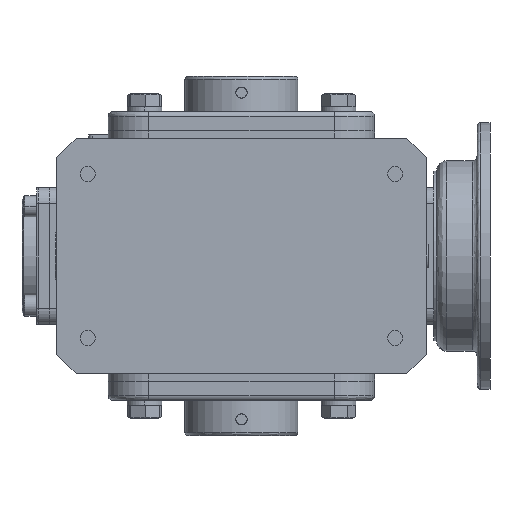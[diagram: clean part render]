
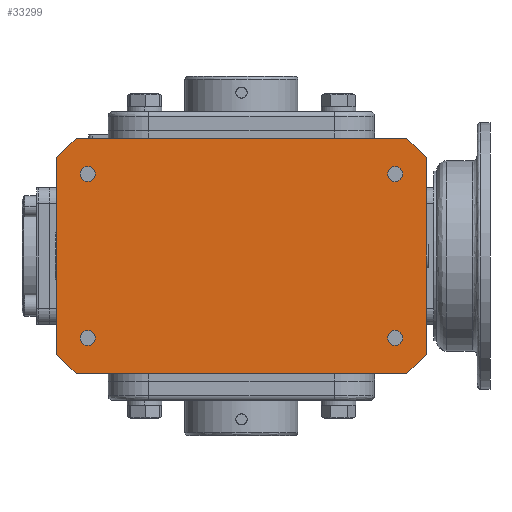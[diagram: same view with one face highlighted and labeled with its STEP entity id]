
A CAD part, front view. The second image highlights one B-rep face of the part: STEP entity #33299.
In plain terms, the highlighted planar face has unit normal (0, -1, 0).
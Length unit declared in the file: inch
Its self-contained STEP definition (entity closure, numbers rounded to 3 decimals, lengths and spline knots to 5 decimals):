
#8 = ORIENTED_EDGE ( 'NONE', *, *, #31185, .T. ) ;
#134 = DIRECTION ( 'NONE',  ( 0., 1., 0. ) ) ;
#258 = LINE ( 'NONE', #1421, #31622 ) ;
#324 = CIRCLE ( 'NONE', #17660, 0.184 ) ;
#424 = DIRECTION ( 'NONE',  ( 1., 0., 0. ) ) ;
#936 = CARTESIAN_POINT ( 'NONE',  ( 4.50787, -3.5, -2.40157 ) ) ;
#960 = CIRCLE ( 'NONE', #2597, 0.184 ) ;
#1359 = AXIS2_PLACEMENT_3D ( 'NONE', #25292, #25059, #16163 ) ;
#1421 = CARTESIAN_POINT ( 'NONE',  ( 4.50787, -3.5, 2.87402 ) ) ;
#1647 = CIRCLE ( 'NONE', #27254, 0.184 ) ;
#1815 = CARTESIAN_POINT ( 'NONE',  ( -4.50787, -3.5, 2.40157 ) ) ;
#2130 = FACE_OUTER_BOUND ( 'NONE', #17268, .T. ) ;
#2597 = AXIS2_PLACEMENT_3D ( 'NONE', #5367, #34717, #11358 ) ;
#2833 = AXIS2_PLACEMENT_3D ( 'NONE', #3183, #134, #29623 ) ;
#3183 = CARTESIAN_POINT ( 'NONE',  ( -3.75, -3.5, -2. ) ) ;
#3558 = ORIENTED_EDGE ( 'NONE', *, *, #19077, .T. ) ;
#3788 = VERTEX_POINT ( 'NONE', #1815 ) ;
#5140 = CARTESIAN_POINT ( 'NONE',  ( -3.75, -3.5, 2.184 ) ) ;
#5367 = CARTESIAN_POINT ( 'NONE',  ( 3.75, -3.5, -2. ) ) ;
#5410 = EDGE_LOOP ( 'NONE', ( #7175, #17562 ) ) ;
#5691 = CARTESIAN_POINT ( 'NONE',  ( -4.50787, -3.5, -2.40157 ) ) ;
#5795 = LINE ( 'NONE', #11943, #13079 ) ;
#5913 = ORIENTED_EDGE ( 'NONE', *, *, #35438, .T. ) ;
#5941 = DIRECTION ( 'NONE',  ( 0., 0., -1. ) ) ;
#5966 = VERTEX_POINT ( 'NONE', #26549 ) ;
#6044 = VECTOR ( 'NONE', #20880, 39.37008 ) ;
#6414 = CIRCLE ( 'NONE', #31222, 0.184 ) ;
#6423 = LINE ( 'NONE', #34654, #34589 ) ;
#6494 = DIRECTION ( 'NONE',  ( 0., 1., 0. ) ) ;
#6701 = EDGE_CURVE ( 'NONE', #19418, #33481, #6414, .T. ) ;
#7041 = CARTESIAN_POINT ( 'NONE',  ( 4.03543, -3.5, -2.87402 ) ) ;
#7175 = ORIENTED_EDGE ( 'NONE', *, *, #12274, .T. ) ;
#7217 = DIRECTION ( 'NONE',  ( 0., 0., -1. ) ) ;
#7624 = CARTESIAN_POINT ( 'NONE',  ( 4.50787, -3.5, -2.40157 ) ) ;
#7844 = VECTOR ( 'NONE', #424, 39.37008 ) ;
#7868 = LINE ( 'NONE', #33159, #16981 ) ;
#8047 = FACE_BOUND ( 'NONE', #5410, .T. ) ;
#8340 = DIRECTION ( 'NONE',  ( 0., 0., -1. ) ) ;
#8370 = CIRCLE ( 'NONE', #2833, 0.184 ) ;
#8936 = ORIENTED_EDGE ( 'NONE', *, *, #11836, .T. ) ;
#8939 = ORIENTED_EDGE ( 'NONE', *, *, #10328, .T. ) ;
#9193 = LINE ( 'NONE', #14932, #7844 ) ;
#9714 = CARTESIAN_POINT ( 'NONE',  ( -3.75, -3.5, -1.816 ) ) ;
#10208 = EDGE_CURVE ( 'NONE', #25352, #5966, #18714, .T. ) ;
#10314 = FACE_BOUND ( 'NONE', #17254, .T. ) ;
#10328 = EDGE_CURVE ( 'NONE', #33481, #19418, #13222, .T. ) ;
#10444 = EDGE_CURVE ( 'NONE', #22024, #19801, #6423, .T. ) ;
#10674 = DIRECTION ( 'NONE',  ( 0., 0., -1. ) ) ;
#11358 = DIRECTION ( 'NONE',  ( 0., 0., -1. ) ) ;
#11683 = CARTESIAN_POINT ( 'NONE',  ( 3.75, -3.5, 2. ) ) ;
#11801 = DIRECTION ( 'NONE',  ( 0.707, 0., -0.707 ) ) ;
#11836 = EDGE_CURVE ( 'NONE', #31193, #19801, #258, .T. ) ;
#11943 = CARTESIAN_POINT ( 'NONE',  ( -4.03543, -3.5, 2.87402 ) ) ;
#12219 = CARTESIAN_POINT ( 'NONE',  ( -3.75, -3.5, 2. ) ) ;
#12274 = EDGE_CURVE ( 'NONE', #28577, #35843, #8370, .T. ) ;
#13025 = EDGE_CURVE ( 'NONE', #29976, #24872, #960, .T. ) ;
#13079 = VECTOR ( 'NONE', #21581, 39.37008 ) ;
#13222 = CIRCLE ( 'NONE', #24434, 0.184 ) ;
#13898 = EDGE_CURVE ( 'NONE', #35843, #28577, #30024, .T. ) ;
#13943 = DIRECTION ( 'NONE',  ( 0., 1., 0. ) ) ;
#14127 = ORIENTED_EDGE ( 'NONE', *, *, #21351, .F. ) ;
#14843 = EDGE_LOOP ( 'NONE', ( #17454, #5913 ) ) ;
#14932 = CARTESIAN_POINT ( 'NONE',  ( -4.50787, -3.5, -2.87402 ) ) ;
#15216 = AXIS2_PLACEMENT_3D ( 'NONE', #30621, #28076, #10674 ) ;
#15252 = CARTESIAN_POINT ( 'NONE',  ( 3.75, -3.5, -2.184 ) ) ;
#16163 = DIRECTION ( 'NONE',  ( 0., 0., -1. ) ) ;
#16981 = VECTOR ( 'NONE', #27337, 39.37008 ) ;
#17254 = EDGE_LOOP ( 'NONE', ( #30222, #8 ) ) ;
#17268 = EDGE_LOOP ( 'NONE', ( #3558, #32513, #34476, #30400, #8936, #27190, #22939, #14127 ) ) ;
#17382 = CARTESIAN_POINT ( 'NONE',  ( -3.75, -3.5, 1.816 ) ) ;
#17454 = ORIENTED_EDGE ( 'NONE', *, *, #17581, .T. ) ;
#17529 = DIRECTION ( 'NONE',  ( 0.707, 0., -0.707 ) ) ;
#17562 = ORIENTED_EDGE ( 'NONE', *, *, #13898, .T. ) ;
#17581 = EDGE_CURVE ( 'NONE', #26734, #26354, #324, .T. ) ;
#17660 = AXIS2_PLACEMENT_3D ( 'NONE', #12219, #6494, #32533 ) ;
#17890 = CARTESIAN_POINT ( 'NONE',  ( -3.75, -3.5, -2.184 ) ) ;
#18200 = CARTESIAN_POINT ( 'NONE',  ( -4.50787, -3.5, 2.87402 ) ) ;
#18632 = EDGE_CURVE ( 'NONE', #19768, #22024, #31052, .T. ) ;
#18714 = LINE ( 'NONE', #5691, #34620 ) ;
#18930 = EDGE_LOOP ( 'NONE', ( #20191, #8939 ) ) ;
#18932 = DIRECTION ( 'NONE',  ( 0., 1., 0. ) ) ;
#19077 = EDGE_CURVE ( 'NONE', #3788, #25352, #7868, .T. ) ;
#19341 = CARTESIAN_POINT ( 'NONE',  ( -4.50787, -3.5, -2.40157 ) ) ;
#19418 = VERTEX_POINT ( 'NONE', #35307 ) ;
#19768 = VERTEX_POINT ( 'NONE', #34129 ) ;
#19801 = VERTEX_POINT ( 'NONE', #22335 ) ;
#20191 = ORIENTED_EDGE ( 'NONE', *, *, #6701, .T. ) ;
#20510 = DIRECTION ( 'NONE',  ( 0., 1., 0. ) ) ;
#20880 = DIRECTION ( 'NONE',  ( 1., 0., 0. ) ) ;
#21287 = DIRECTION ( 'NONE',  ( 0.707, 0., 0.707 ) ) ;
#21351 = EDGE_CURVE ( 'NONE', #3788, #19768, #5795, .T. ) ;
#21581 = DIRECTION ( 'NONE',  ( 0.707, 0., 0.707 ) ) ;
#21775 = DIRECTION ( 'NONE',  ( 0., 0., 1. ) ) ;
#22024 = VERTEX_POINT ( 'NONE', #32964 ) ;
#22335 = CARTESIAN_POINT ( 'NONE',  ( 4.50787, -3.5, 2.40157 ) ) ;
#22841 = EDGE_CURVE ( 'NONE', #5966, #37561, #9193, .T. ) ;
#22939 = ORIENTED_EDGE ( 'NONE', *, *, #18632, .F. ) ;
#24434 = AXIS2_PLACEMENT_3D ( 'NONE', #11683, #34906, #5941 ) ;
#24638 = CARTESIAN_POINT ( 'NONE',  ( -3.75, -3.5, 2. ) ) ;
#24872 = VERTEX_POINT ( 'NONE', #34070 ) ;
#25059 = DIRECTION ( 'NONE',  ( 0., -1., 0. ) ) ;
#25292 = CARTESIAN_POINT ( 'NONE',  ( -4.50787, -3.5, 3.12992 ) ) ;
#25352 = VERTEX_POINT ( 'NONE', #19341 ) ;
#25374 = CARTESIAN_POINT ( 'NONE',  ( -3.75, -3.5, -2. ) ) ;
#26354 = VERTEX_POINT ( 'NONE', #5140 ) ;
#26549 = CARTESIAN_POINT ( 'NONE',  ( -4.03543, -3.5, -2.87402 ) ) ;
#26734 = VERTEX_POINT ( 'NONE', #17382 ) ;
#27134 = VECTOR ( 'NONE', #21287, 39.37008 ) ;
#27190 = ORIENTED_EDGE ( 'NONE', *, *, #10444, .F. ) ;
#27254 = AXIS2_PLACEMENT_3D ( 'NONE', #24638, #18932, #7217 ) ;
#27337 = DIRECTION ( 'NONE',  ( 0., 0., -1. ) ) ;
#28076 = DIRECTION ( 'NONE',  ( 0., 1., 0. ) ) ;
#28577 = VERTEX_POINT ( 'NONE', #17890 ) ;
#29623 = DIRECTION ( 'NONE',  ( 0., 0., -1. ) ) ;
#29639 = DIRECTION ( 'NONE',  ( 0., 0., -1. ) ) ;
#29884 = LINE ( 'NONE', #936, #27134 ) ;
#29976 = VERTEX_POINT ( 'NONE', #15252 ) ;
#30024 = CIRCLE ( 'NONE', #36735, 0.184 ) ;
#30222 = ORIENTED_EDGE ( 'NONE', *, *, #13025, .T. ) ;
#30400 = ORIENTED_EDGE ( 'NONE', *, *, #32588, .T. ) ;
#30621 = CARTESIAN_POINT ( 'NONE',  ( 3.75, -3.5, -2. ) ) ;
#31052 = LINE ( 'NONE', #18200, #6044 ) ;
#31185 = EDGE_CURVE ( 'NONE', #24872, #29976, #33730, .T. ) ;
#31193 = VERTEX_POINT ( 'NONE', #7624 ) ;
#31222 = AXIS2_PLACEMENT_3D ( 'NONE', #35477, #20510, #29639 ) ;
#31622 = VECTOR ( 'NONE', #21775, 39.37008 ) ;
#32513 = ORIENTED_EDGE ( 'NONE', *, *, #10208, .T. ) ;
#32533 = DIRECTION ( 'NONE',  ( 0., 0., -1. ) ) ;
#32588 = EDGE_CURVE ( 'NONE', #37561, #31193, #29884, .T. ) ;
#32964 = CARTESIAN_POINT ( 'NONE',  ( 4.03543, -3.5, 2.87402 ) ) ;
#33159 = CARTESIAN_POINT ( 'NONE',  ( -4.50787, -3.5, 2.87402 ) ) ;
#33299 = ADVANCED_FACE ( 'NONE', ( #2130, #8047, #34403, #36233, #10314 ), #33537, .T. ) ;
#33481 = VERTEX_POINT ( 'NONE', #37031 ) ;
#33537 = PLANE ( 'NONE',  #1359 ) ;
#33730 = CIRCLE ( 'NONE', #15216, 0.184 ) ;
#34070 = CARTESIAN_POINT ( 'NONE',  ( 3.75, -3.5, -1.816 ) ) ;
#34129 = CARTESIAN_POINT ( 'NONE',  ( -4.03543, -3.5, 2.87402 ) ) ;
#34403 = FACE_BOUND ( 'NONE', #14843, .T. ) ;
#34476 = ORIENTED_EDGE ( 'NONE', *, *, #22841, .T. ) ;
#34589 = VECTOR ( 'NONE', #11801, 39.37008 ) ;
#34620 = VECTOR ( 'NONE', #17529, 39.37008 ) ;
#34654 = CARTESIAN_POINT ( 'NONE',  ( 4.03543, -3.5, 2.87402 ) ) ;
#34717 = DIRECTION ( 'NONE',  ( 0., 1., 0. ) ) ;
#34906 = DIRECTION ( 'NONE',  ( 0., 1., 0. ) ) ;
#35307 = CARTESIAN_POINT ( 'NONE',  ( 3.75, -3.5, 1.816 ) ) ;
#35438 = EDGE_CURVE ( 'NONE', #26354, #26734, #1647, .T. ) ;
#35477 = CARTESIAN_POINT ( 'NONE',  ( 3.75, -3.5, 2. ) ) ;
#35843 = VERTEX_POINT ( 'NONE', #9714 ) ;
#36233 = FACE_BOUND ( 'NONE', #18930, .T. ) ;
#36735 = AXIS2_PLACEMENT_3D ( 'NONE', #25374, #13943, #8340 ) ;
#37031 = CARTESIAN_POINT ( 'NONE',  ( 3.75, -3.5, 2.184 ) ) ;
#37561 = VERTEX_POINT ( 'NONE', #7041 ) ;
